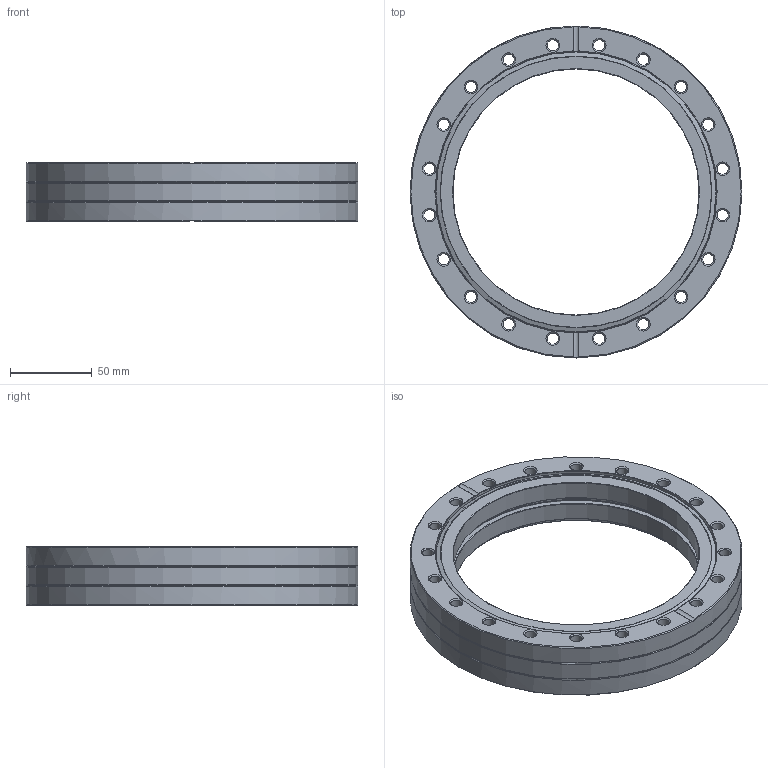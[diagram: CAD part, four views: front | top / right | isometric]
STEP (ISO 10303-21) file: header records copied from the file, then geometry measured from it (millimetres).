
FILE_DESCRIPTION( ( 'Unknown' ), '1' );
FILE_NAME( 'F0800X608RM.stp', 'Unknown', ( 'Unknown' ), ( 'Unknown' ), 'XStep 1.0', 'Unknown', ' ' );
FILE_SCHEMA( ( 'CONFIG_CONTROL_DESIGN' ) );
Length unit declared in the file: millimetre
Products named in the file (3): Assem1; P0000456; P0000514
Bounding box: 202.44 x 202.44 x 35.81 mm (x, y, z)
Volume: 611571.8 mm3; surface area: 174359.9 mm2
Topology: 4 solids, 4 shells, 188 faces, 436 edges, 258 vertices
Faces by surface type: cone 94, cylinder 58, torus 22, plane 14
Full cylindrical faces by diameter (mm): 6.8 x40, 150.114 x2, 154.94 x2, 155.702 x2, 171.298 x2, 171.602 x2, 202.438 x4
Entity records: 2474 total; most frequent: CARTESIAN_POINT 433, DIRECTION 424, ORIENTED_EDGE 258, EDGE_LOOP 220, AXIS2_PLACEMENT_3D 210, FACE_OUTER_BOUND 130, EDGE_CURVE 129, VERTEX_POINT 121
